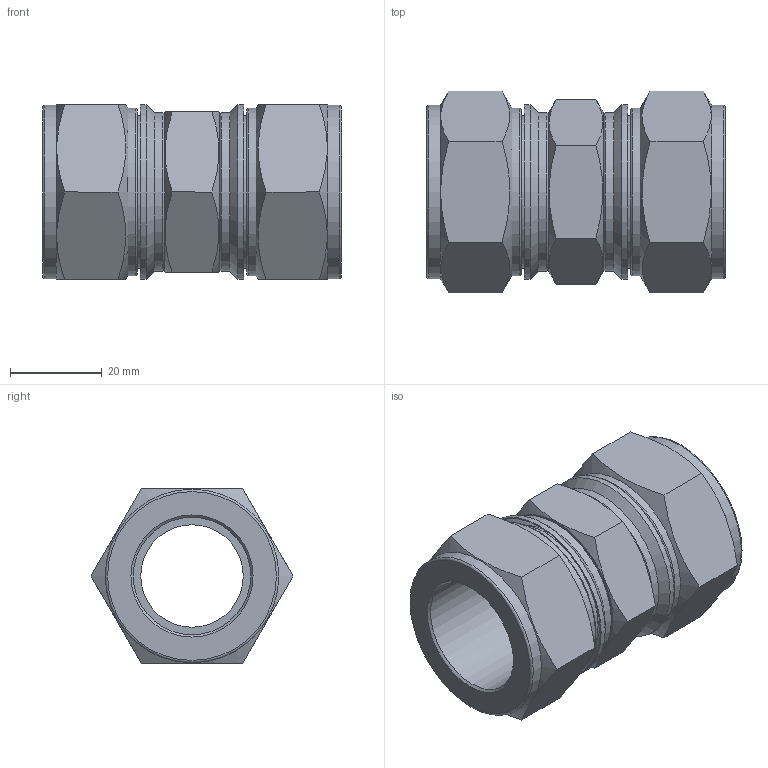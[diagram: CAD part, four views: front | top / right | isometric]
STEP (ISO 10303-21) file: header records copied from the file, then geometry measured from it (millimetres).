
FILE_DESCRIPTION(/* description */ (''),/* implementation_level */ '2;1');
FILE_NAME(/* name */ 'SUI-16.stp',/* time_stamp */ '2022-07-08T10:13:08+09:00',/* author */ ('user'),/* organization */ (''),/* preprocessor_version */ 'ST-DEVELOPER v18.1',/* originating_system */ 'Autodesk Inventor 2022',/* authorisation */ '');
FILE_SCHEMA (('AUTOMOTIVE_DESIGN { 1 0 10303 214 3 1 1 }'));
Length unit declared in the file: millimetre
Products named in the file (1): SU-16
Bounding box: 65.09 x 43.99 x 38.1 mm (x, y, z)
Volume: 40133.1 mm3; surface area: 18445.4 mm2
Topology: 1 solids, 1 shells, 69 faces, 145 edges, 88 vertices
Faces by surface type: plane 30, cone 18, cylinder 17, torus 4
Full cylindrical faces by diameter (mm): 22.35 x1, 25.6 x2, 31.45 x2, 31.85 x2, 33.34 x2, 34.5 x2, 36.5 x2, 37.8 x2, 38 x2
Entity records: 1836 total; most frequent: CARTESIAN_POINT 375, DIRECTION 305, ORIENTED_EDGE 290, EDGE_CURVE 145, AXIS2_PLACEMENT_3D 126, VERTEX_POINT 88, EDGE_LOOP 81, FACE_OUTER_BOUND 69
